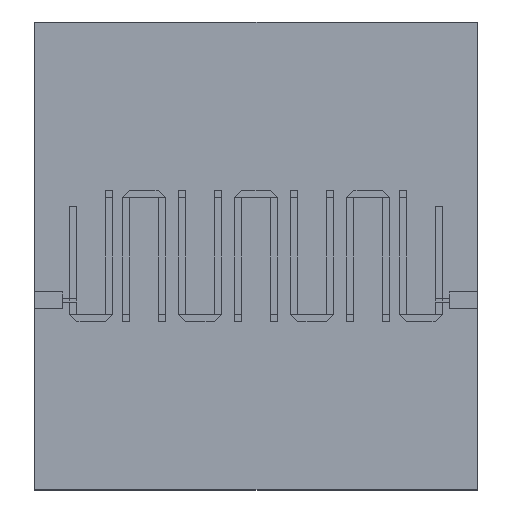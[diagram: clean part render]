
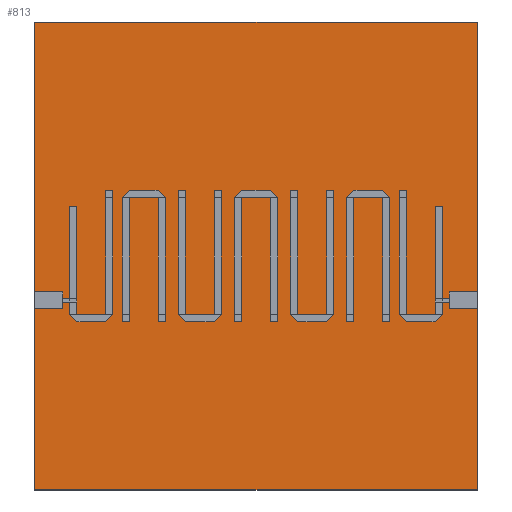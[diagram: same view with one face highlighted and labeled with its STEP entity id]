
A CAD part, top view. The second image highlights one B-rep face of the part: STEP entity #813.
In plain terms, the highlighted planar face has unit normal (0, 0, 1).
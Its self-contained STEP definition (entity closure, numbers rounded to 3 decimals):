
#813=ADVANCED_FACE('',(#1359),#1360,.T.);
#1359=FACE_OUTER_BOUND('',#1912,.T.);
#1360=PLANE('',#1913);
#1912=EDGE_LOOP('',(#3695,#3696,#3697,#3698));
#1913=AXIS2_PLACEMENT_3D('',#3699,#3700,#3701);
#3695=ORIENTED_EDGE('',*,*,#4291,.T.);
#3696=ORIENTED_EDGE('',*,*,#4292,.T.);
#3697=ORIENTED_EDGE('',*,*,#4293,.T.);
#3698=ORIENTED_EDGE('',*,*,#4294,.T.);
#3699=CARTESIAN_POINT('',(7.82,1.565,0.0));
#3700=DIRECTION('',(0.0,0.0,1.0));
#3701=DIRECTION('',(1.0,0.0,0.0));
#4291=EDGE_CURVE('',#5134,#5135,#5136,.T.);
#4292=EDGE_CURVE('',#5135,#5137,#5138,.T.);
#4293=EDGE_CURVE('',#5137,#5139,#5140,.T.);
#4294=EDGE_CURVE('',#5139,#5134,#5141,.T.);
#5134=VERTEX_POINT('',#6482);
#5135=VERTEX_POINT('',#6483);
#5136=LINE('',#6484,#6485);
#5137=VERTEX_POINT('',#6486);
#5138=LINE('',#6487,#6488);
#5139=VERTEX_POINT('',#6489);
#5140=LINE('',#6490,#6491);
#5141=LINE('',#6492,#6493);
#6482=CARTESIAN_POINT('',(15.612,-6.683,0.0));
#6483=CARTESIAN_POINT('',(15.612,9.813,0.0));
#6484=CARTESIAN_POINT('',(15.612,1.565,0.0));
#6485=VECTOR('',#7030,1.0);
#6486=CARTESIAN_POINT('',(0.028,9.813,0.0));
#6487=CARTESIAN_POINT('',(7.82,9.813,0.0));
#6488=VECTOR('',#7031,1.0);
#6489=CARTESIAN_POINT('',(0.028,-6.683,0.0));
#6490=CARTESIAN_POINT('',(0.028,1.565,0.0));
#6491=VECTOR('',#7032,1.0);
#6492=CARTESIAN_POINT('',(7.82,-6.683,0.0));
#6493=VECTOR('',#7033,1.0);
#7030=DIRECTION('',(0.0,1.0,0.0));
#7031=DIRECTION('',(-1.0,0.0,0.0));
#7032=DIRECTION('',(0.0,-1.0,0.0));
#7033=DIRECTION('',(1.0,0.0,0.0));
